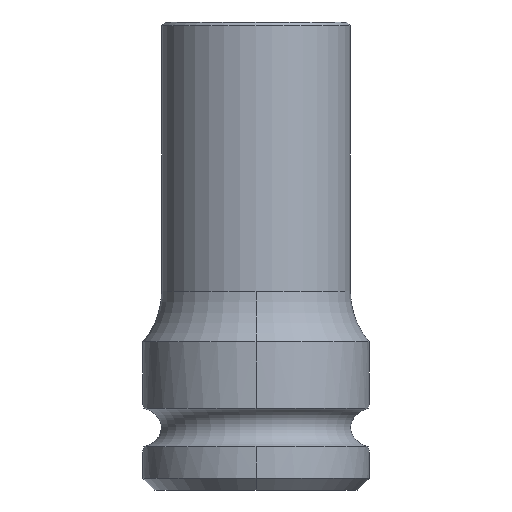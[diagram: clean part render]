
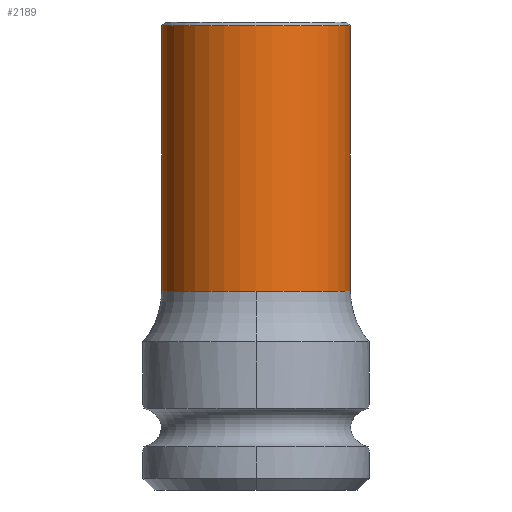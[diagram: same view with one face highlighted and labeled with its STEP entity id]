
A CAD part, left-side view. The second image highlights one B-rep face of the part: STEP entity #2189.
In plain terms, the highlighted cylindrical face has radius 12.1 mm (diameter 24.2 mm), a partial arc.
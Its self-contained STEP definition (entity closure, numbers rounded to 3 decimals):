
#423=DIRECTION('',(0.,0.,1.));
#424=VECTOR('',#423,34.001);
#425=CARTESIAN_POINT('',(0.,12.1,25.499));
#426=LINE('',#425,#424);
#427=DIRECTION('',(0.,0.,1.));
#428=VECTOR('',#427,34.001);
#429=CARTESIAN_POINT('',(0.,-12.1,25.499));
#430=LINE('',#429,#428);
#985=CARTESIAN_POINT('',(0.,0.,59.5));
#986=DIRECTION('',(0.,0.,1.));
#987=DIRECTION('',(0.,1.,0.));
#988=AXIS2_PLACEMENT_3D('',#985,#986,#987);
#990=CARTESIAN_POINT('',(0.,0.,25.499));
#991=DIRECTION('',(0.,0.,1.));
#992=DIRECTION('',(-1.,0.,0.));
#993=AXIS2_PLACEMENT_3D('',#990,#991,#992);
#995=CARTESIAN_POINT('',(0.,0.,25.499));
#996=DIRECTION('',(0.,0.,1.));
#997=DIRECTION('',(0.,1.,0.));
#998=AXIS2_PLACEMENT_3D('',#995,#996,#997);
#1126=CARTESIAN_POINT('',(0.,12.1,25.499));
#1127=CARTESIAN_POINT('',(-12.1,0.,25.499));
#1128=VERTEX_POINT('',#1126);
#1129=VERTEX_POINT('',#1127);
#1130=CARTESIAN_POINT('',(0.,-12.1,25.499));
#1131=VERTEX_POINT('',#1130);
#1161=CARTESIAN_POINT('',(0.,-12.1,59.5));
#1162=CARTESIAN_POINT('',(0.,12.1,59.5));
#1163=VERTEX_POINT('',#1161);
#1164=VERTEX_POINT('',#1162);
#2176=CARTESIAN_POINT('',(0.,0.,16.95));
#2177=DIRECTION('',(0.,0.,1.));
#2178=DIRECTION('',(0.,1.,0.));
#2179=AXIS2_PLACEMENT_3D('',#2176,#2177,#2178);
#2180=CYLINDRICAL_SURFACE('',#2179,12.1);
#2181=ORIENTED_EDGE('',*,*,#2170,.T.);
#2182=ORIENTED_EDGE('',*,*,#1482,.F.);
#2183=ORIENTED_EDGE('',*,*,#1467,.F.);
#2185=ORIENTED_EDGE('',*,*,#2184,.F.);
#2186=ORIENTED_EDGE('',*,*,#1479,.T.);
#2187=EDGE_LOOP('',(#2181,#2182,#2183,#2185,#2186));
#2188=FACE_OUTER_BOUND('',#2187,.F.);
#2189=ADVANCED_FACE('',(#2188),#2180,.T.);
#989=CIRCLE('',#988,12.1);
#994=CIRCLE('',#993,12.1);
#999=CIRCLE('',#998,12.1);
#1467=EDGE_CURVE('',#1129,#1131,#994,.T.);
#1479=EDGE_CURVE('',#1128,#1164,#426,.T.);
#1482=EDGE_CURVE('',#1131,#1163,#430,.T.);
#2170=EDGE_CURVE('',#1164,#1163,#989,.T.);
#2184=EDGE_CURVE('',#1128,#1129,#999,.T.);
